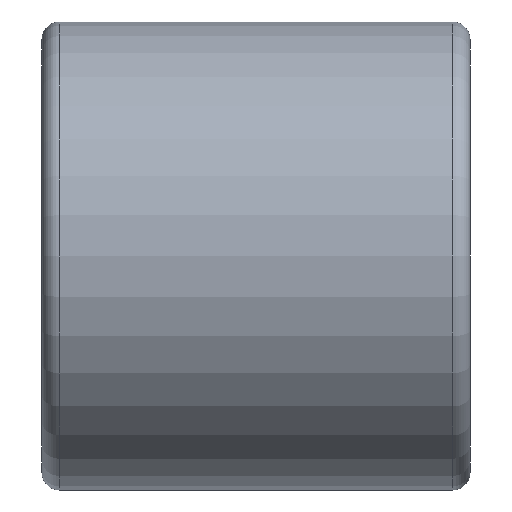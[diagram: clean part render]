
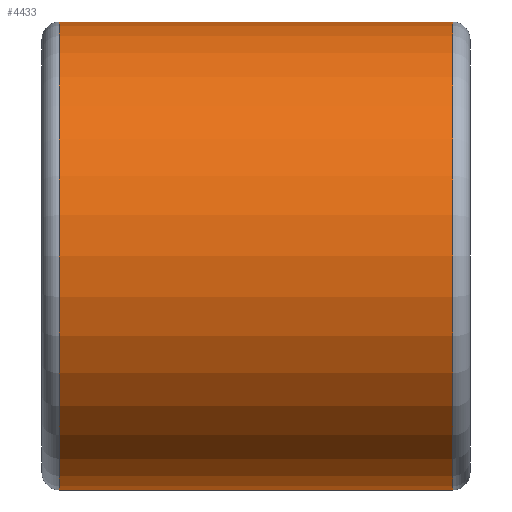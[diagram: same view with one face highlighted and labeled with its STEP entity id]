
A CAD part, front view. The second image highlights one B-rep face of the part: STEP entity #4433.
In plain terms, the highlighted cylindrical face has radius 41 mm (diameter 82 mm), a partial arc.
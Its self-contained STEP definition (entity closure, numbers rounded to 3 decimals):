
#319 = CIRCLE ( 'NONE', #3755, 41. ) ;
#382 = CARTESIAN_POINT ( 'NONE',  ( 0., 0., 0. ) ) ;
#411 = DIRECTION ( 'NONE',  ( -1., 0., 0. ) ) ;
#510 = VERTEX_POINT ( 'NONE', #734 ) ;
#638 = AXIS2_PLACEMENT_3D ( 'NONE', #2217, #2128, #2110 ) ;
#668 = VERTEX_POINT ( 'NONE', #3883 ) ;
#734 = CARTESIAN_POINT ( 'NONE',  ( 72., 0., 41. ) ) ;
#946 = ORIENTED_EDGE ( 'NONE', *, *, #3039, .T. ) ;
#991 = EDGE_LOOP ( 'NONE', ( #2393, #946, #3914, #3782 ) ) ;
#1094 = VECTOR ( 'NONE', #4574, 1000. ) ;
#1124 = VECTOR ( 'NONE', #5013, 1000. ) ;
#1195 = VERTEX_POINT ( 'NONE', #4177 ) ;
#1484 = EDGE_CURVE ( 'NONE', #4235, #668, #2912, .T. ) ;
#1501 = CARTESIAN_POINT ( 'NONE',  ( 0., 0., -41. ) ) ;
#1726 = EDGE_CURVE ( 'NONE', #510, #4235, #4264, .T. ) ;
#1765 = AXIS2_PLACEMENT_3D ( 'NONE', #382, #3571, #3975 ) ;
#2110 = DIRECTION ( 'NONE',  ( 0., 0., -1. ) ) ;
#2128 = DIRECTION ( 'NONE',  ( 1., 0., 0. ) ) ;
#2205 = CARTESIAN_POINT ( 'NONE',  ( 0., 0., 41. ) ) ;
#2217 = CARTESIAN_POINT ( 'NONE',  ( 3., 0., 0. ) ) ;
#2393 = ORIENTED_EDGE ( 'NONE', *, *, #2447, .F. ) ;
#2447 = EDGE_CURVE ( 'NONE', #1195, #668, #4301, .T. ) ;
#2779 = CARTESIAN_POINT ( 'NONE',  ( 72., 0., 0. ) ) ;
#2912 = CIRCLE ( 'NONE', #638, 41. ) ;
#3039 = EDGE_CURVE ( 'NONE', #1195, #510, #319, .T. ) ;
#3185 = DIRECTION ( 'NONE',  ( 0., 0., 1. ) ) ;
#3224 = CARTESIAN_POINT ( 'NONE',  ( 3., 0., 41. ) ) ;
#3571 = DIRECTION ( 'NONE',  ( -1., 0., 0. ) ) ;
#3755 = AXIS2_PLACEMENT_3D ( 'NONE', #2779, #411, #3185 ) ;
#3782 = ORIENTED_EDGE ( 'NONE', *, *, #1484, .T. ) ;
#3883 = CARTESIAN_POINT ( 'NONE',  ( 3., 0., -41. ) ) ;
#3914 = ORIENTED_EDGE ( 'NONE', *, *, #1726, .T. ) ;
#3975 = DIRECTION ( 'NONE',  ( 0., 0., 1. ) ) ;
#4177 = CARTESIAN_POINT ( 'NONE',  ( 72., 0., -41. ) ) ;
#4235 = VERTEX_POINT ( 'NONE', #3224 ) ;
#4264 = LINE ( 'NONE', #2205, #1094 ) ;
#4301 = LINE ( 'NONE', #1501, #1124 ) ;
#4433 = ADVANCED_FACE ( 'NONE', ( #4889 ), #4584, .T. ) ;
#4574 = DIRECTION ( 'NONE',  ( -1., 0., 0. ) ) ;
#4584 = CYLINDRICAL_SURFACE ( 'NONE', #1765, 41. ) ;
#4889 = FACE_OUTER_BOUND ( 'NONE', #991, .T. ) ;
#5013 = DIRECTION ( 'NONE',  ( -1., 0., 0. ) ) ;
